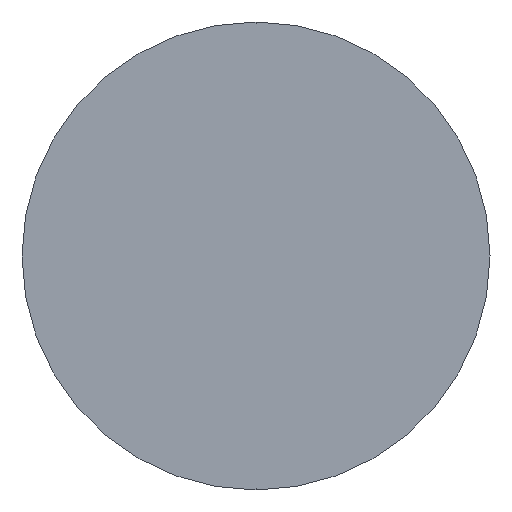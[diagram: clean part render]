
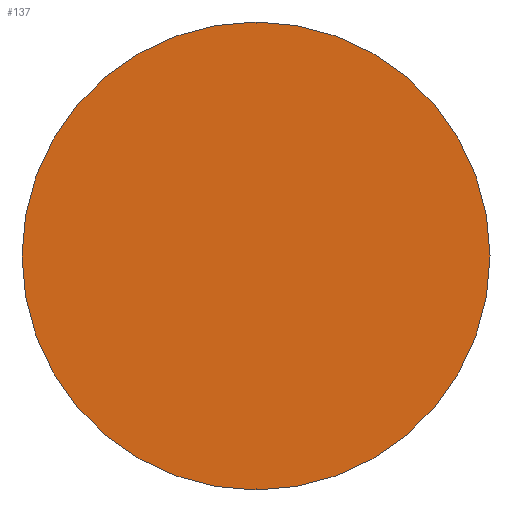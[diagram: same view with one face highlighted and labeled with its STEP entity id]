
A CAD part, top view. The second image highlights one B-rep face of the part: STEP entity #137.
In plain terms, the highlighted planar face has unit normal (0, 0, 1).
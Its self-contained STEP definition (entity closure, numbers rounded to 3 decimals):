
#38=CARTESIAN_POINT('',(0.,0.,0.));
#39=DIRECTION('',(0.,0.,-1.));
#40=DIRECTION('',(0.,1.,0.));
#41=AXIS2_PLACEMENT_3D('',#38,#39,#40);
#43=CARTESIAN_POINT('',(0.,0.,0.));
#44=DIRECTION('',(0.,0.,1.));
#45=DIRECTION('',(0.,1.,0.));
#46=AXIS2_PLACEMENT_3D('',#43,#44,#45);
#52=CARTESIAN_POINT('',(0.,4.,0.));
#53=VERTEX_POINT('',#52);
#58=CARTESIAN_POINT('',(0.,-4.,0.));
#59=VERTEX_POINT('',#58);
#128=CARTESIAN_POINT('',(0.,0.,0.));
#129=DIRECTION('',(0.,0.,1.));
#130=DIRECTION('',(0.,1.,0.));
#131=AXIS2_PLACEMENT_3D('',#128,#129,#130);
#132=PLANE('',#131);
#133=ORIENTED_EDGE('',*,*,#123,.T.);
#134=ORIENTED_EDGE('',*,*,#107,.F.);
#135=EDGE_LOOP('',(#133,#134));
#136=FACE_OUTER_BOUND('',#135,.F.);
#137=ADVANCED_FACE('',(#136),#132,.T.);
#42=CIRCLE('',#41,4.);
#47=CIRCLE('',#46,4.);
#107=EDGE_CURVE('',#53,#59,#47,.T.);
#123=EDGE_CURVE('',#53,#59,#42,.T.);
